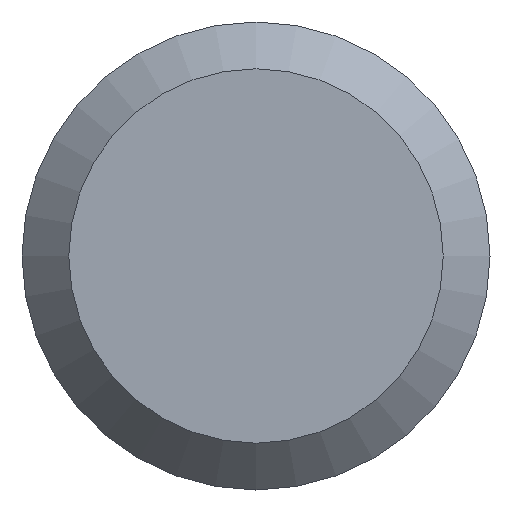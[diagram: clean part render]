
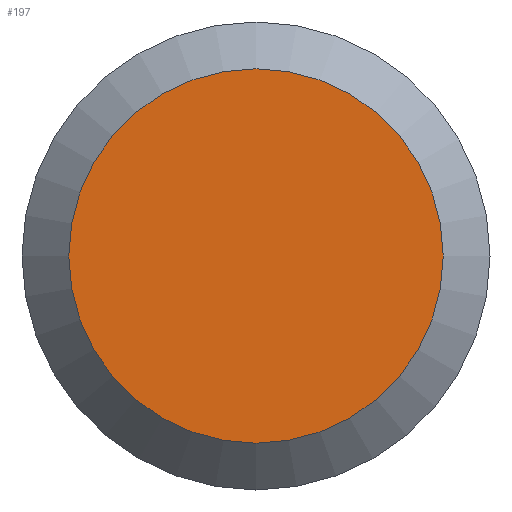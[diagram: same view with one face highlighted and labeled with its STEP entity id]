
A CAD part, left-side view. The second image highlights one B-rep face of the part: STEP entity #197.
In plain terms, the highlighted planar face has unit normal (-1, 0, 0).
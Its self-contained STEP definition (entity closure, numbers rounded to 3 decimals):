
#2 = DIRECTION ( 'NONE',  ( 0., 0., -1. ) ) ;
#36 = DIRECTION ( 'NONE',  ( 1., 0., 0. ) ) ;
#54 = ORIENTED_EDGE ( 'NONE', *, *, #87, .T. ) ;
#57 = PLANE ( 'NONE',  #206 ) ;
#72 = CIRCLE ( 'NONE', #163, 4.24 ) ;
#74 = FACE_OUTER_BOUND ( 'NONE', #116, .T. ) ;
#87 = EDGE_CURVE ( 'NONE', #127, #127, #72, .T. ) ;
#116 = EDGE_LOOP ( 'NONE', ( #54 ) ) ;
#127 = VERTEX_POINT ( 'NONE', #198 ) ;
#138 = DIRECTION ( 'NONE',  ( -1., 0., 0. ) ) ;
#159 = CARTESIAN_POINT ( 'NONE',  ( 0., 5.3, 0. ) ) ;
#163 = AXIS2_PLACEMENT_3D ( 'NONE', #199, #138, #2 ) ;
#195 = DIRECTION ( 'NONE',  ( 0., 0., -1. ) ) ;
#197 = ADVANCED_FACE ( 'NONE', ( #74 ), #57, .F. ) ;
#198 = CARTESIAN_POINT ( 'NONE',  ( 0., 0., -4.24 ) ) ;
#199 = CARTESIAN_POINT ( 'NONE',  ( 0., 0., 0. ) ) ;
#206 = AXIS2_PLACEMENT_3D ( 'NONE', #159, #36, #195 ) ;
